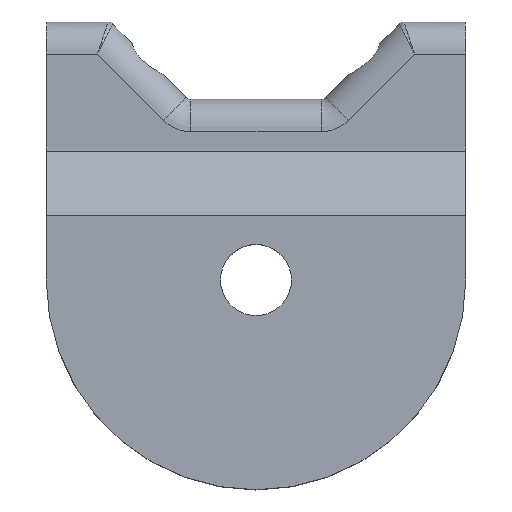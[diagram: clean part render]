
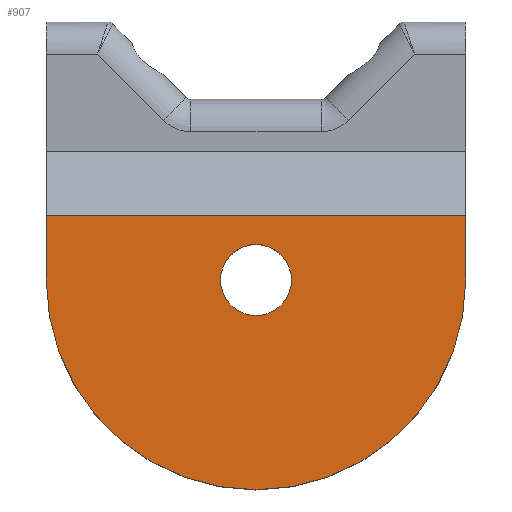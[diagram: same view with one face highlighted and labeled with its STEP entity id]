
A CAD part, top view. The second image highlights one B-rep face of the part: STEP entity #907.
In plain terms, the highlighted planar face has unit normal (0, 0, 1).
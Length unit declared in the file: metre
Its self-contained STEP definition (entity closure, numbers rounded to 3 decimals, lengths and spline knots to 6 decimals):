
#87=CIRCLE('',#998,0.01625);
#92=CIRCLE('',#1004,0.00275);
#289=ORIENTED_EDGE('',*,*,#387,.F.);
#290=ORIENTED_EDGE('',*,*,#460,.T.);
#291=ORIENTED_EDGE('',*,*,#381,.T.);
#292=ORIENTED_EDGE('',*,*,#454,.T.);
#293=ORIENTED_EDGE('',*,*,#459,.T.);
#381=EDGE_CURVE('',#511,#512,#586,.T.);
#387=EDGE_CURVE('',#514,#515,#590,.T.);
#454=EDGE_CURVE('',#512,#515,#87,.T.);
#459=EDGE_CURVE('',#556,#556,#92,.T.);
#460=EDGE_CURVE('',#514,#511,#616,.T.);
#511=VERTEX_POINT('',#1325);
#512=VERTEX_POINT('',#1326);
#514=VERTEX_POINT('',#1334);
#515=VERTEX_POINT('',#1336);
#556=VERTEX_POINT('',#1772);
#586=LINE('',#1324,#656);
#590=LINE('',#1335,#660);
#616=LINE('',#1774,#686);
#656=VECTOR('',#1067,1.);
#660=VECTOR('',#1077,1.);
#686=VECTOR('',#1215,1.);
#758=EDGE_LOOP('',(#289,#290,#291,#292));
#759=EDGE_LOOP('',(#293));
#822=FACE_BOUND('',#758,.T.);
#823=FACE_BOUND('',#759,.T.);
#855=PLANE('',#1005);
#907=ADVANCED_FACE('',(#822,#823),#855,.F.);
#998=AXIS2_PLACEMENT_3D('',#1761,#1199,#1200);
#1004=AXIS2_PLACEMENT_3D('',#1771,#1211,#1212);
#1005=AXIS2_PLACEMENT_3D('',#1773,#1213,#1214);
#1067=DIRECTION('',(0.,-1.,0.));
#1077=DIRECTION('',(0.,-1.,0.));
#1199=DIRECTION('',(0.,0.,1.));
#1200=DIRECTION('',(1.,0.,0.));
#1211=DIRECTION('',(0.,0.,-1.));
#1212=DIRECTION('',(1.,0.,0.));
#1213=DIRECTION('',(0.,0.,-1.));
#1214=DIRECTION('',(-1.,0.,0.));
#1215=DIRECTION('',(-1.,0.,0.));
#1324=CARTESIAN_POINT('',(-0.03,0.05,0.005));
#1325=CARTESIAN_POINT('',(-0.03,0.05,0.005));
#1326=CARTESIAN_POINT('',(-0.03,0.045,0.005));
#1334=CARTESIAN_POINT('',(0.0025,0.05,0.005));
#1335=CARTESIAN_POINT('',(0.0025,0.05,0.005));
#1336=CARTESIAN_POINT('',(0.0025,0.045,0.005));
#1761=CARTESIAN_POINT('',(-0.01375,0.045,0.005));
#1771=CARTESIAN_POINT('',(-0.01375,0.045,0.005));
#1772=CARTESIAN_POINT('',(-0.011,0.045,0.005));
#1773=CARTESIAN_POINT('',(-0.01375,0.046125,0.005));
#1774=CARTESIAN_POINT('',(-0.01375,0.05,0.005));
